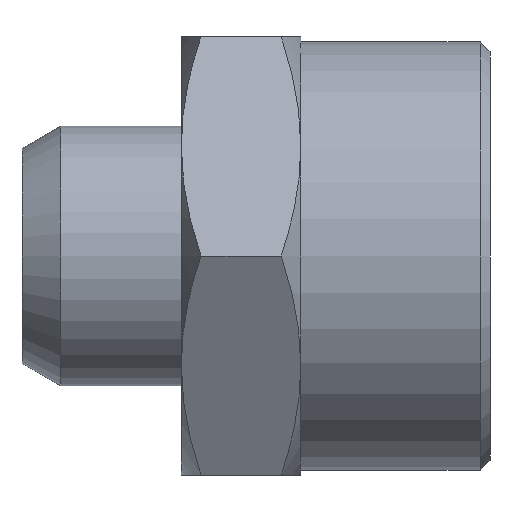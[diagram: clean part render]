
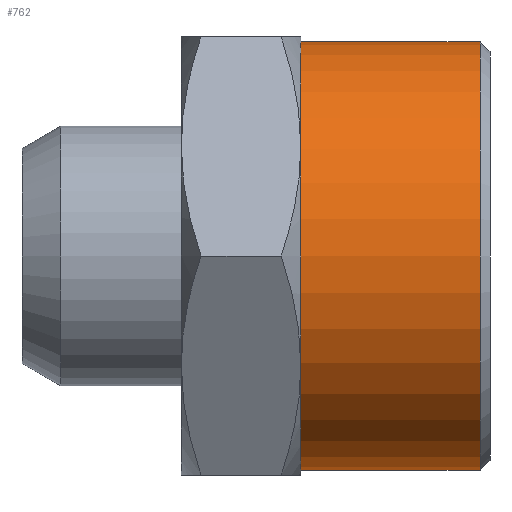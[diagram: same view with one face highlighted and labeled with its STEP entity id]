
A CAD part, left-side view. The second image highlights one B-rep face of the part: STEP entity #762.
In plain terms, the highlighted cylindrical face has radius 10.75 mm (diameter 21.5 mm), a partial arc.
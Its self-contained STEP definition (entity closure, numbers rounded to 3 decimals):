
#119 = ORIENTED_EDGE ( 'NONE', *, *, #1136, .T. ) ;
#120 = LINE ( 'NONE', #401, #444 ) ;
#122 = DIRECTION ( 'NONE',  ( 0., -1., 0. ) ) ;
#173 = DIRECTION ( 'NONE',  ( 0., -1., 0. ) ) ;
#192 = AXIS2_PLACEMENT_3D ( 'NONE', #697, #173, #710 ) ;
#236 = AXIS2_PLACEMENT_3D ( 'NONE', #593, #1295, #487 ) ;
#243 = CIRCLE ( 'NONE', #236, 10.75 ) ;
#323 = CARTESIAN_POINT ( 'NONE',  ( 0., 0.5, 10.75 ) ) ;
#334 = VECTOR ( 'NONE', #122, 1000. ) ;
#336 = CARTESIAN_POINT ( 'NONE',  ( 0., 9.5, 10.75 ) ) ;
#368 = DIRECTION ( 'NONE',  ( 0., 1., 0. ) ) ;
#395 = EDGE_LOOP ( 'NONE', ( #591, #1016, #551, #119 ) ) ;
#401 = CARTESIAN_POINT ( 'NONE',  ( 0., 9.5, -10.75 ) ) ;
#433 = VERTEX_POINT ( 'NONE', #336 ) ;
#444 = VECTOR ( 'NONE', #618, 1000. ) ;
#469 = EDGE_CURVE ( 'NONE', #1323, #1204, #120, .T. ) ;
#487 = DIRECTION ( 'NONE',  ( 0., 0., -1. ) ) ;
#551 = ORIENTED_EDGE ( 'NONE', *, *, #469, .T. ) ;
#555 = CIRCLE ( 'NONE', #1066, 10.75 ) ;
#591 = ORIENTED_EDGE ( 'NONE', *, *, #954, .F. ) ;
#593 = CARTESIAN_POINT ( 'NONE',  ( 0., 9.5, 0. ) ) ;
#618 = DIRECTION ( 'NONE',  ( 0., -1., 0. ) ) ;
#671 = FACE_OUTER_BOUND ( 'NONE', #395, .T. ) ;
#696 = VERTEX_POINT ( 'NONE', #323 ) ;
#697 = CARTESIAN_POINT ( 'NONE',  ( 0., 9.5, 0. ) ) ;
#710 = DIRECTION ( 'NONE',  ( 0., 0., -1. ) ) ;
#761 = CARTESIAN_POINT ( 'NONE',  ( 0., 0.5, -10.75 ) ) ;
#762 = ADVANCED_FACE ( 'NONE', ( #671 ), #767, .T. ) ;
#766 = LINE ( 'NONE', #1248, #334 ) ;
#767 = CYLINDRICAL_SURFACE ( 'NONE', #192, 10.75 ) ;
#802 = CARTESIAN_POINT ( 'NONE',  ( 0., 9.5, -10.75 ) ) ;
#870 = DIRECTION ( 'NONE',  ( 0., 0., 1. ) ) ;
#954 = EDGE_CURVE ( 'NONE', #433, #696, #766, .T. ) ;
#978 = CARTESIAN_POINT ( 'NONE',  ( 0., 0.5, 0. ) ) ;
#1016 = ORIENTED_EDGE ( 'NONE', *, *, #1277, .F. ) ;
#1066 = AXIS2_PLACEMENT_3D ( 'NONE', #978, #368, #870 ) ;
#1136 = EDGE_CURVE ( 'NONE', #1204, #696, #555, .T. ) ;
#1204 = VERTEX_POINT ( 'NONE', #761 ) ;
#1248 = CARTESIAN_POINT ( 'NONE',  ( 0., 9.5, 10.75 ) ) ;
#1277 = EDGE_CURVE ( 'NONE', #1323, #433, #243, .T. ) ;
#1295 = DIRECTION ( 'NONE',  ( 0., 1., 0. ) ) ;
#1323 = VERTEX_POINT ( 'NONE', #802 ) ;
